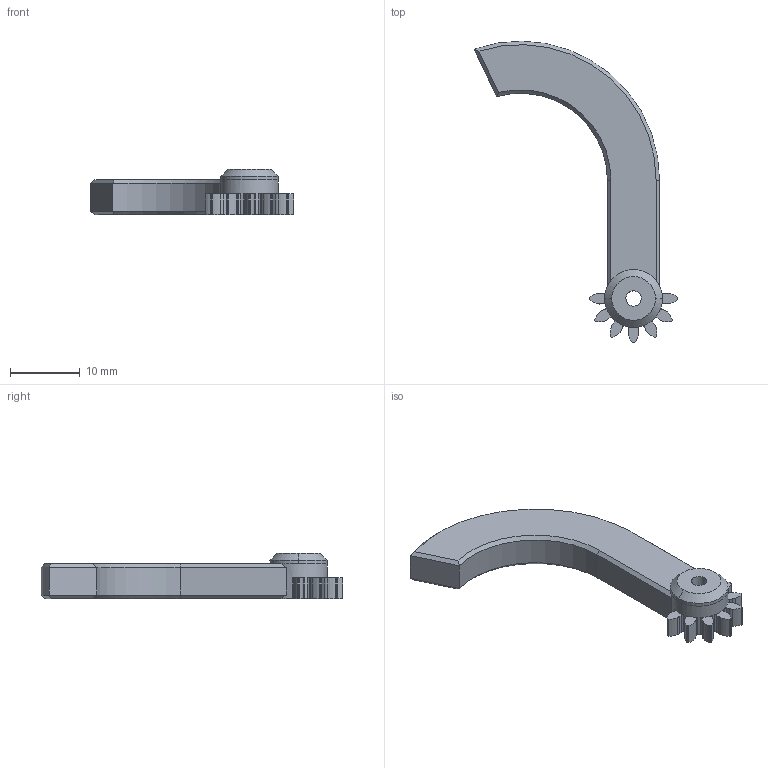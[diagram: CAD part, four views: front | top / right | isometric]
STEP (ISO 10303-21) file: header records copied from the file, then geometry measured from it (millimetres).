
FILE_DESCRIPTION(('CATIA V5 STEP Exchange'),'2;1');
FILE_NAME('clamp_finger_b.stp','2020-01-25T08:04:18+00:00',('none'),('none'),'CATIA Version 5 Release 20 GA (IN-10)','CATIA V5 STEP AP203','none');
FILE_SCHEMA(('CONFIG_CONTROL_DESIGN'));
Length unit declared in the file: millimetre
Products named in the file (1): clamp_finger_b
Bounding box: 29.28 x 43.36 x 6.5 mm (x, y, z)
Volume: 2002.5 mm3; surface area: 1467.7 mm2
Topology: 1 solids, 1 shells, 109 faces, 327 edges, 220 vertices
Faces by surface type: cylinder 63, plane 40, cone 6
Entity records: 3625 total; most frequent: CARTESIAN_POINT 672, ORIENTED_EDGE 654, DIRECTION 523, EDGE_CURVE 327, AXIS2_PLACEMENT_3D 268, VERTEX_POINT 220, CIRCLE 165, VECTOR 154
